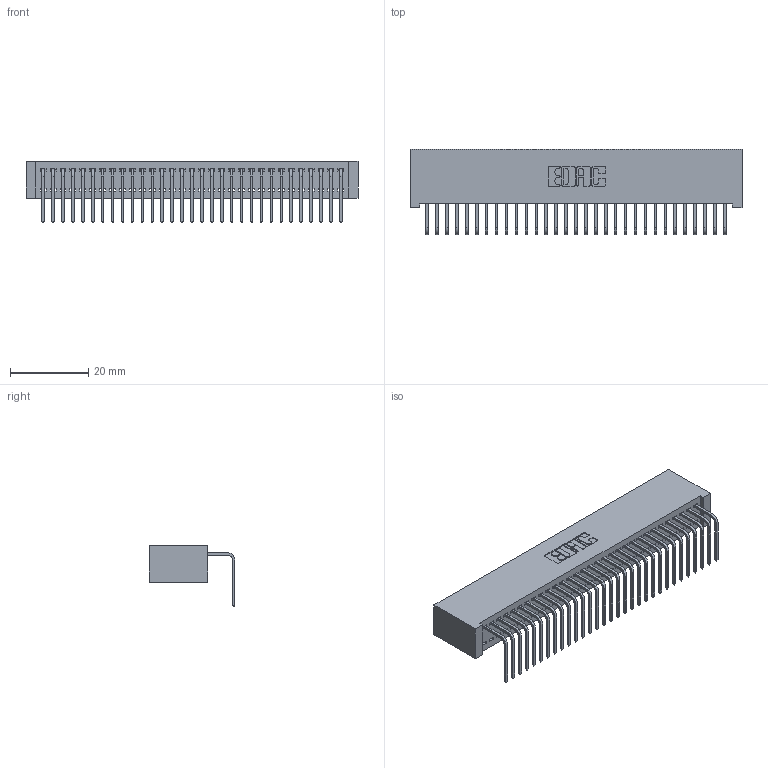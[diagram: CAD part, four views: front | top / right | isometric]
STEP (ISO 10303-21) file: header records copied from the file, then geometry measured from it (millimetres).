
FILE_DESCRIPTION (( 'STEP AP203' ), '1' );
FILE_NAME ('342-031-558-101.STEP', '2018-08-11T16:23:22', ( '' ), ( '' ), 'SwSTEP 2.0', 'SolidWorks 2016', '' );
FILE_SCHEMA (( 'CONFIG_CONTROL_DESIGN' ));
Length unit declared in the file: inch
Products named in the file (3): 342 Part_Lugless; 345-292-001_558 Tail - 2; 342-031-558-101
Assembly tree (32 placements, depth 2):
  342-031-558-101
    342 Part_Lugless
    345-292-001_558 Tail - 2  x31
Bounding box: 84.99 x 21.91 x 15.62 mm (x, y, z)
Volume: 7923.5 mm3; surface area: 12339.8 mm2
Topology: 32 solids, 32 shells, 1962 faces, 5917 edges, 3902 vertices
Faces by surface type: plane 1426, cylinder 536
Entity records: 20049 total; most frequent: CARTESIAN_POINT 3467, ORIENTED_EDGE 3434, DIRECTION 2939, EDGE_CURVE 1717, VECTOR 1597, LINE 1597, VERTEX_POINT 1142, AXIS2_PLACEMENT_3D 671
